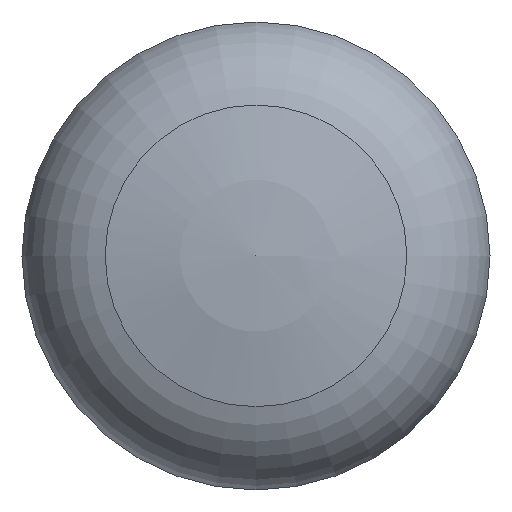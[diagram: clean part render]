
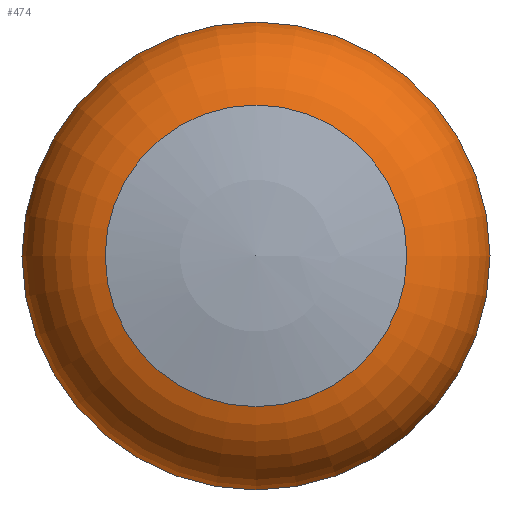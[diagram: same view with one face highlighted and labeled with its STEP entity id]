
A CAD part, top view. The second image highlights one B-rep face of the part: STEP entity #474.
In plain terms, the highlighted toroidal (fillet/blend) face has major radius 2.133 mm and minor radius 1.9 mm.
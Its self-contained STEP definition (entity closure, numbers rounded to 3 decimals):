
#15=TOROIDAL_SURFACE('',#523,2.133,1.9);
#26=FACE_BOUND('',#127,.T.);
#59=CIRCLE('',#522,2.579);
#60=CIRCLE('',#524,4.);
#89=FACE_OUTER_BOUND('',#126,.T.);
#126=EDGE_LOOP('',(#422));
#127=EDGE_LOOP('',(#423));
#240=VERTEX_POINT('',#1328);
#241=VERTEX_POINT('',#1331);
#302=EDGE_CURVE('',#240,#240,#59,.T.);
#303=EDGE_CURVE('',#241,#241,#60,.T.);
#422=ORIENTED_EDGE('',*,*,#302,.T.);
#423=ORIENTED_EDGE('',*,*,#303,.F.);
#474=ADVANCED_FACE('',(#89,#26),#15,.T.);
#522=AXIS2_PLACEMENT_3D('',#1329,#644,#645);
#523=AXIS2_PLACEMENT_3D('',#1330,#646,#647);
#524=AXIS2_PLACEMENT_3D('',#1332,#648,#649);
#644=DIRECTION('center_axis',(0.,0.,-1.));
#645=DIRECTION('ref_axis',(1.,0.,0.));
#646=DIRECTION('center_axis',(0.,0.,-1.));
#647=DIRECTION('ref_axis',(-1.,0.,0.));
#648=DIRECTION('center_axis',(0.,0.,-1.));
#649=DIRECTION('ref_axis',(1.,0.,0.));
#1328=CARTESIAN_POINT('',(-2.579,0.,4.329));
#1329=CARTESIAN_POINT('Origin',(0.,0.,4.329));
#1330=CARTESIAN_POINT('Origin',(0.,0.,2.482));
#1331=CARTESIAN_POINT('',(-4.,0.,2.835));
#1332=CARTESIAN_POINT('Origin',(0.,0.,2.835));
